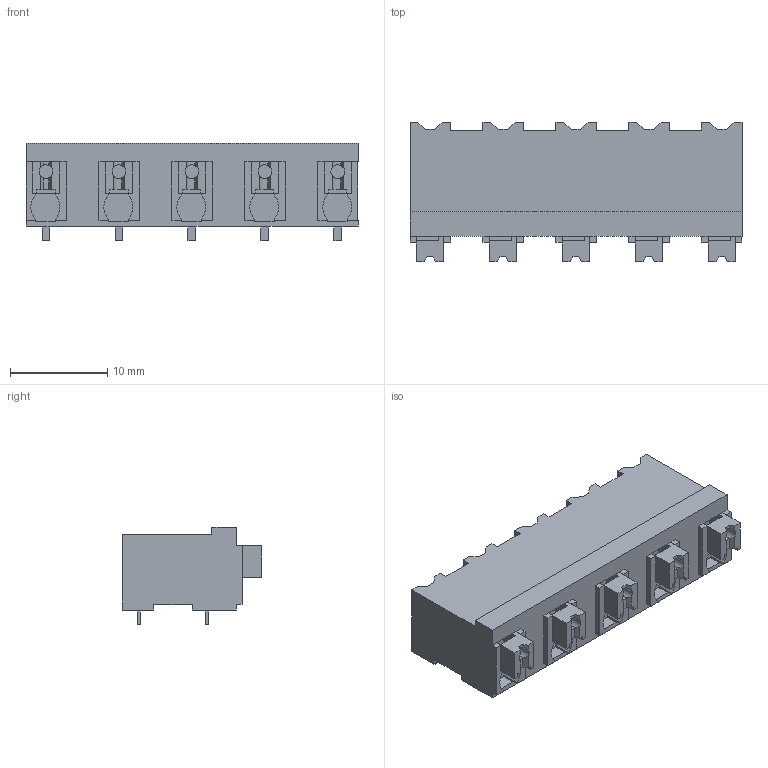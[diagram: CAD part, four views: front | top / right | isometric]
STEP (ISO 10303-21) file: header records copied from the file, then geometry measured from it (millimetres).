
FILE_DESCRIPTION(('CATIA V5 STEP Exchange','CAx-IF Rec.Pracs.--- Model Styling and Organization---1.2---2011-12-15'),'2;1');
FILE_NAME ('D1458077_0_1874980000_1874980000.stp','2018-03-15T09:48:33+00:00',('none'),('Weidmueller'),'CATIA Version 5-6 Release 2014','CATIA V5 STEP AP214','none');
FILE_SCHEMA(('AUTOMOTIVE_DESIGN { 1 0 10303 214 1 1 1 1 }'));
Length unit declared in the file: millimetre
Products named in the file (1): 1874980000
Bounding box: 34.13 x 14.3 x 10 mm (x, y, z)
Volume: 2874.5 mm3; surface area: 2323.2 mm2
Topology: 16 solids, 16 shells, 443 faces, 1272 edges, 859 vertices
Faces by surface type: plane 403, cylinder 40
Entity records: 13221 total; most frequent: ORIENTED_EDGE 2544, CARTESIAN_POINT 2483, DIRECTION 1679, EDGE_CURVE 1272, VECTOR 1167, LINE 1167, VERTEX_POINT 859, EDGE_LOOP 451
